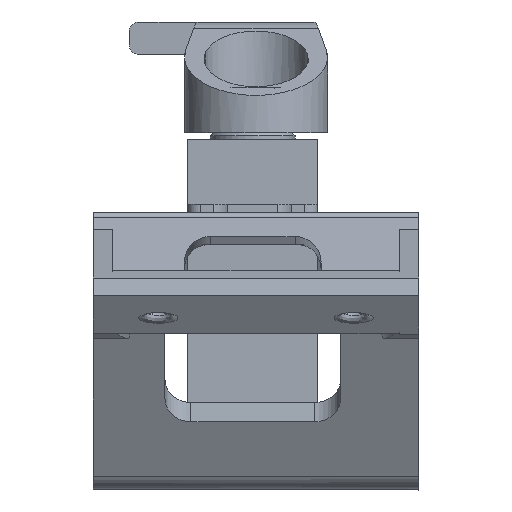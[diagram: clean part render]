
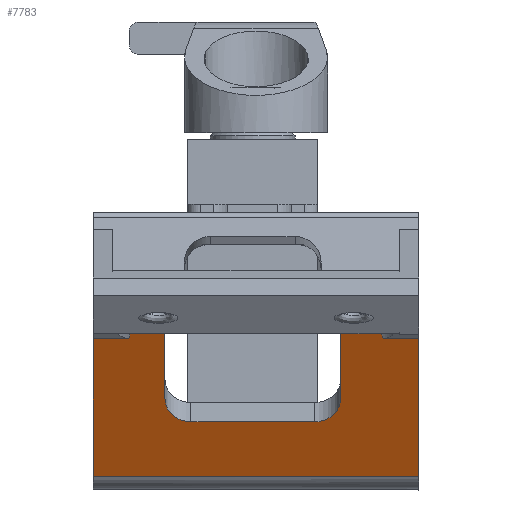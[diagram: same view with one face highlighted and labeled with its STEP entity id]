
A CAD part, left-side view. The second image highlights one B-rep face of the part: STEP entity #7783.
In plain terms, the highlighted planar face has unit normal (-0.886, 0, -0.464).
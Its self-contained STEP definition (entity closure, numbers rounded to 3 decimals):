
#73=ELLIPSE('',#8384,71.061,3.);
#76=ELLIPSE('',#8390,71.061,3.);
#249=CIRCLE('',#8317,4.);
#251=CIRCLE('',#8321,4.);
#678=FACE_OUTER_BOUND('',#1108,.T.);
#1108=EDGE_LOOP('',(#6461,#6462,#6463,#6464,#6465,#6466,#6467,#6468,#6469,
#6470,#6471,#6472,#6473,#6474,#6475,#6476));
#1784=LINE('',#12069,#2700);
#1788=LINE('',#12081,#2704);
#1799=LINE('',#12109,#2715);
#1871=LINE('',#12412,#2787);
#1872=LINE('',#12414,#2788);
#1879=LINE('',#12440,#2795);
#1880=LINE('',#12442,#2796);
#1881=LINE('',#12444,#2797);
#1882=LINE('',#12446,#2798);
#1883=LINE('',#12448,#2799);
#1884=LINE('',#12450,#2800);
#1885=LINE('',#12451,#2801);
#2700=VECTOR('',#9819,10.);
#2704=VECTOR('',#9831,10.);
#2715=VECTOR('',#9858,10.);
#2787=VECTOR('',#10030,10.);
#2788=VECTOR('',#10031,10.);
#2795=VECTOR('',#10062,10.);
#2796=VECTOR('',#10063,10.);
#2797=VECTOR('',#10064,10.);
#2798=VECTOR('',#10065,10.);
#2799=VECTOR('',#10066,4.);
#2800=VECTOR('',#10067,10.);
#2801=VECTOR('',#10068,10.);
#3518=VERTEX_POINT('',#12059);
#3519=VERTEX_POINT('',#12060);
#3522=VERTEX_POINT('',#12068);
#3524=VERTEX_POINT('',#12074);
#3526=VERTEX_POINT('',#12080);
#3535=VERTEX_POINT('',#12107);
#3611=VERTEX_POINT('',#12410);
#3612=VERTEX_POINT('',#12413);
#3614=VERTEX_POINT('',#12419);
#3617=VERTEX_POINT('',#12431);
#3619=VERTEX_POINT('',#12439);
#3620=VERTEX_POINT('',#12441);
#3621=VERTEX_POINT('',#12443);
#3622=VERTEX_POINT('',#12445);
#3623=VERTEX_POINT('',#12447);
#3624=VERTEX_POINT('',#12449);
#4477=EDGE_CURVE('',#3518,#3519,#249,.T.);
#4481=EDGE_CURVE('',#3522,#3519,#1784,.F.);
#4484=EDGE_CURVE('',#3522,#3524,#251,.T.);
#4487=EDGE_CURVE('',#3526,#3524,#1788,.F.);
#4502=EDGE_CURVE('',#3518,#3535,#1799,.F.);
#4603=EDGE_CURVE('',#3611,#3535,#1871,.F.);
#4604=EDGE_CURVE('',#3526,#3612,#1872,.F.);
#4608=EDGE_CURVE('',#3611,#3614,#73,.T.);
#4613=EDGE_CURVE('',#3617,#3612,#76,.T.);
#4617=EDGE_CURVE('',#3614,#3619,#1879,.T.);
#4618=EDGE_CURVE('',#3619,#3620,#1880,.T.);
#4619=EDGE_CURVE('',#3620,#3621,#1881,.T.);
#4620=EDGE_CURVE('',#3622,#3621,#1882,.T.);
#4621=EDGE_CURVE('',#3623,#3622,#1883,.T.);
#4622=EDGE_CURVE('',#3623,#3624,#1884,.T.);
#4623=EDGE_CURVE('',#3617,#3624,#1885,.T.);
#6461=ORIENTED_EDGE('',*,*,#4613,.T.);
#6462=ORIENTED_EDGE('',*,*,#4604,.F.);
#6463=ORIENTED_EDGE('',*,*,#4487,.T.);
#6464=ORIENTED_EDGE('',*,*,#4484,.F.);
#6465=ORIENTED_EDGE('',*,*,#4481,.T.);
#6466=ORIENTED_EDGE('',*,*,#4477,.F.);
#6467=ORIENTED_EDGE('',*,*,#4502,.T.);
#6468=ORIENTED_EDGE('',*,*,#4603,.F.);
#6469=ORIENTED_EDGE('',*,*,#4608,.T.);
#6470=ORIENTED_EDGE('',*,*,#4617,.T.);
#6471=ORIENTED_EDGE('',*,*,#4618,.T.);
#6472=ORIENTED_EDGE('',*,*,#4619,.T.);
#6473=ORIENTED_EDGE('',*,*,#4620,.F.);
#6474=ORIENTED_EDGE('',*,*,#4621,.F.);
#6475=ORIENTED_EDGE('',*,*,#4622,.T.);
#6476=ORIENTED_EDGE('',*,*,#4623,.F.);
#7409=PLANE('',#8393);
#7783=ADVANCED_FACE('',(#678),#7409,.T.);
#8317=AXIS2_PLACEMENT_3D('',#12061,#9811,#9812);
#8321=AXIS2_PLACEMENT_3D('',#12075,#9824,#9825);
#8384=AXIS2_PLACEMENT_3D('',#12421,#10038,#10039);
#8390=AXIS2_PLACEMENT_3D('',#12432,#10052,#10053);
#8393=AXIS2_PLACEMENT_3D('',#12438,#10060,#10061);
#9811=DIRECTION('center_axis',(-0.886,0.,-0.464));
#9812=DIRECTION('ref_axis',(0.328,0.707,-0.626));
#9819=DIRECTION('',(0.,-1.,0.));
#9824=DIRECTION('center_axis',(-0.886,0.,-0.464));
#9825=DIRECTION('ref_axis',(0.328,-0.707,-0.626));
#9831=DIRECTION('',(-0.464,0.,0.886));
#9858=DIRECTION('',(0.464,0.,-0.886));
#10030=DIRECTION('',(0.,1.,0.));
#10031=DIRECTION('',(0.,1.,0.));
#10038=DIRECTION('center_axis',(-0.886,0.,-0.464));
#10039=DIRECTION('ref_axis',(-0.464,0.,0.886));
#10052=DIRECTION('center_axis',(-0.886,0.,-0.464));
#10053=DIRECTION('ref_axis',(-0.464,0.,0.886));
#10060=DIRECTION('center_axis',(-0.886,0.,-0.464));
#10061=DIRECTION('ref_axis',(0.464,0.,-0.886));
#10062=DIRECTION('',(0.,1.,0.));
#10063=DIRECTION('',(-0.464,0.,0.886));
#10064=DIRECTION('',(0.,1.,0.));
#10065=DIRECTION('',(-0.464,0.,0.886));
#10066=DIRECTION('',(0.,1.,0.));
#10067=DIRECTION('',(-0.464,0.,0.886));
#10068=DIRECTION('',(0.,-1.,0.));
#12059=CARTESIAN_POINT('',(40.924,14.,-47.426));
#12060=CARTESIAN_POINT('',(42.78,10.,-50.969));
#12061=CARTESIAN_POINT('Origin',(40.924,10.,-47.426));
#12068=CARTESIAN_POINT('',(42.78,-9.,-50.969));
#12069=CARTESIAN_POINT('',(42.78,-4.747,-50.969));
#12074=CARTESIAN_POINT('',(40.924,-13.,-47.426));
#12075=CARTESIAN_POINT('Origin',(40.924,-9.,-47.426));
#12080=CARTESIAN_POINT('',(35.511,-13.,-37.093));
#12081=CARTESIAN_POINT('',(32.447,-13.,-31.243));
#12107=CARTESIAN_POINT('',(35.511,14.,-37.093));
#12109=CARTESIAN_POINT('',(32.447,14.,-31.243));
#12410=CARTESIAN_POINT('',(35.511,19.,-37.093));
#12412=CARTESIAN_POINT('',(35.511,-7.12,-37.093));
#12413=CARTESIAN_POINT('',(35.511,-18.993,-37.093));
#12414=CARTESIAN_POINT('',(35.511,-7.12,-37.093));
#12419=CARTESIAN_POINT('',(36.063,19.546,-38.146));
#12421=CARTESIAN_POINT('Origin',(68.484,19.,-100.041));
#12431=CARTESIAN_POINT('',(36.079,-19.547,-38.176));
#12432=CARTESIAN_POINT('Origin',(68.484,-18.993,-100.041));
#12438=CARTESIAN_POINT('Origin',(26.754,-9.493,-20.375));
#12439=CARTESIAN_POINT('',(36.063,25.,-38.146));
#12440=CARTESIAN_POINT('',(36.063,7.003,-38.146));
#12441=CARTESIAN_POINT('',(26.754,25.,-20.375));
#12442=CARTESIAN_POINT('',(17.621,25.,-2.938));
#12443=CARTESIAN_POINT('',(26.754,25.007,-20.375));
#12444=CARTESIAN_POINT('',(26.754,-9.493,-20.375));
#12445=CARTESIAN_POINT('',(47.146,25.007,-59.305));
#12446=CARTESIAN_POINT('',(48.98,25.007,-62.806));
#12447=CARTESIAN_POINT('',(47.146,-24.993,-59.305));
#12448=CARTESIAN_POINT('',(47.146,-9.493,-59.305));
#12449=CARTESIAN_POINT('',(36.079,-24.993,-38.176));
#12450=CARTESIAN_POINT('',(27.897,-24.993,-22.556));
#12451=CARTESIAN_POINT('',(36.079,-16.493,-38.176));
